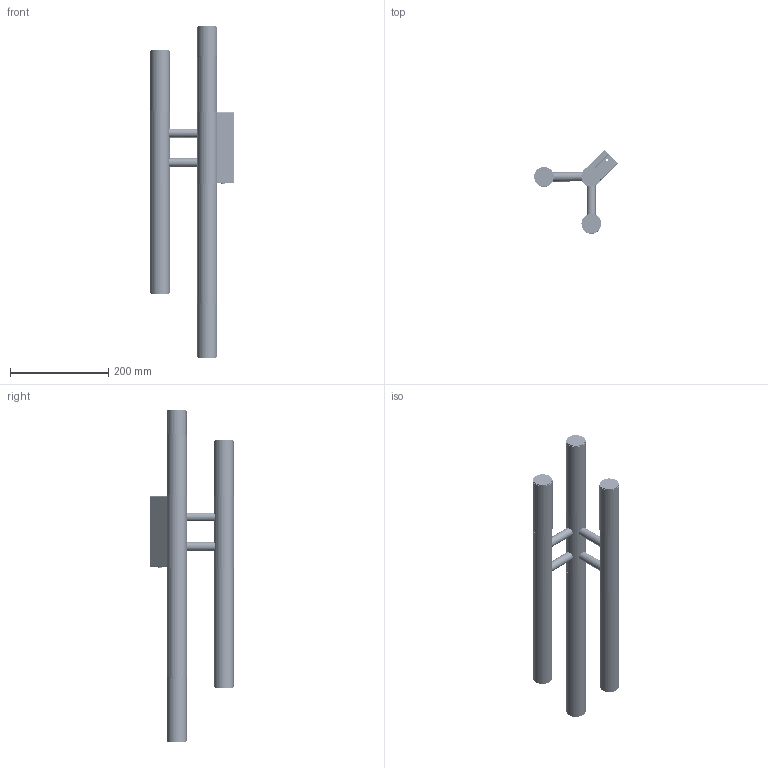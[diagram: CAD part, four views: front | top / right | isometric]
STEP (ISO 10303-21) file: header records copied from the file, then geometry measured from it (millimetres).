
FILE_DESCRIPTION (( 'STEP AP214' ), '1' );
FILE_NAME ('trifid.STEP', '2019-02-20T12:58:44', ( '' ), ( '' ), 'SwSTEP 2.0', 'SolidWorks 2018', '' );
FILE_SCHEMA (( 'AUTOMOTIVE_DESIGN' ));
Length unit declared in the file: millimetre
Products named in the file (1): trifid
Bounding box: 170.34 x 169.92 x 676 mm (x, y, z)
Volume: 813908.5 mm3; surface area: 511533 mm2
Topology: 37 solids, 37 shells, 1946 faces, 5292 edges, 3432 vertices
Faces by surface type: cylinder 1498, plane 306, bspline 88, torus 42, cone 12
Full cylindrical faces by diameter (mm): 4 x49
Entity records: 185923 total; most frequent: CARTESIAN_POINT 122281, ORIENTED_EDGE 10584, DIRECTION 7049, EDGE_CURVE 5292, VERTEX_POINT 3432, AXIS2_PLACEMENT_3D 2541, EDGE_LOOP 2056, UNCERTAINTY_MEASURE_WITH_UNIT 1985
